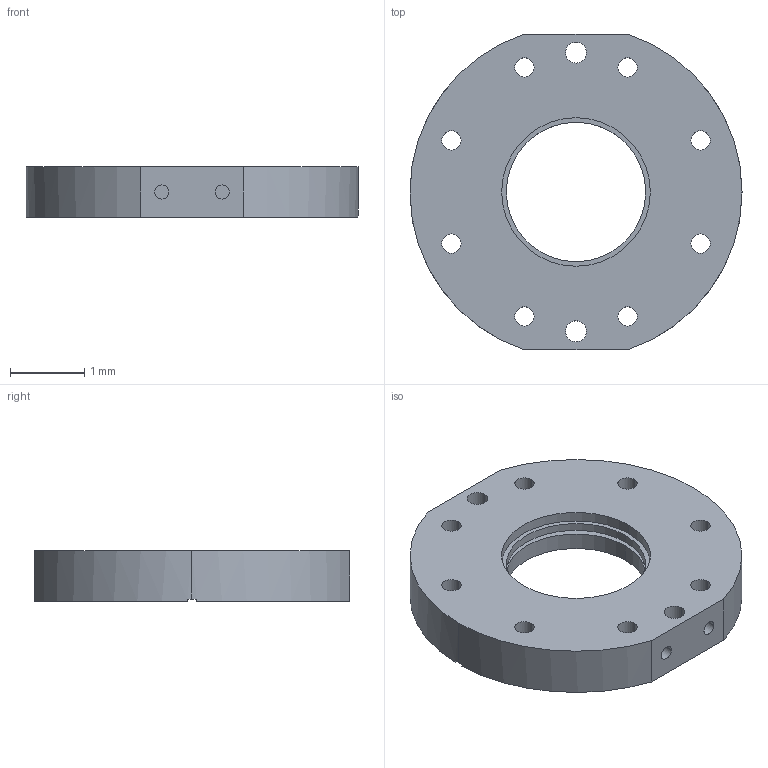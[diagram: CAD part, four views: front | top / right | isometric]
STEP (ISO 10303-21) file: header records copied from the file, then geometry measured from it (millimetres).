
FILE_DESCRIPTION(('produced by SPATIAL CORP'),'2;1');
FILE_NAME( 'flange_pt202_16.hh.sat.stp','2002-04-19T11:22:29+00:00',('SPATIAL CORP') ,('SPATIAL CORP'),'ACIS STEP Husk','http://www.spatial.com', 'SPATIAL CORP');
FILE_SCHEMA(('CONFIG_CONTROL_DESIGN'));
Length unit declared in the file: millimetre
Products named in the file (1): PRODUCT_ID_1
Bounding box: 4.47 x 4.25 x 0.68 mm (x, y, z)
Volume: 7.5 mm3; surface area: 47.8 mm2
Topology: 1 solids, 1 shells, 84 faces, 202 edges, 134 vertices
Faces by surface type: cylinder 56, plane 26, cone 2
Entity records: 2151 total; most frequent: ORIENTED_EDGE 404, CARTESIAN_POINT 322, DIRECTION 296, EDGE_CURVE 202, VERTEX_POINT 134, EDGE_LOOP 120, FACE_BOUND 120, AXIS2_PLACEMENT_3D 108
